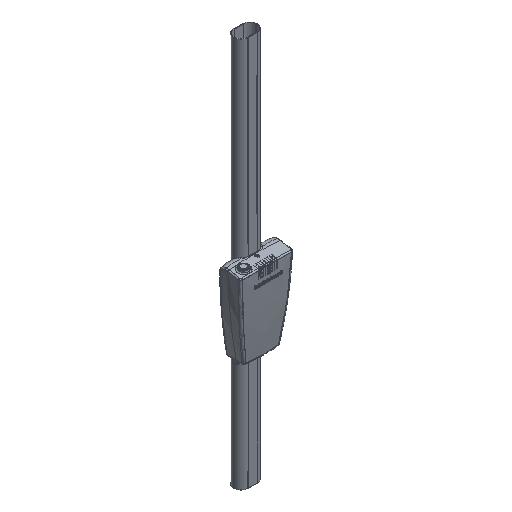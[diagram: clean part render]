
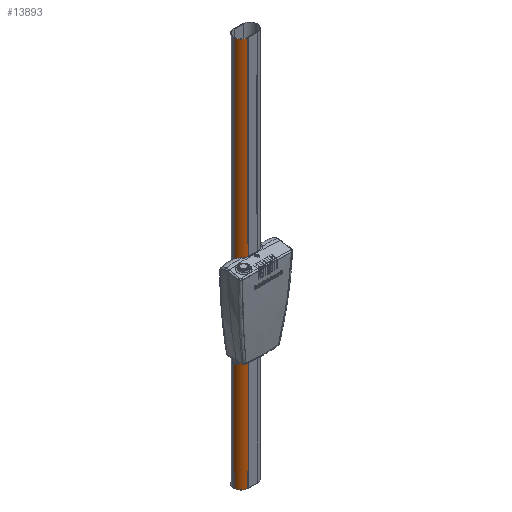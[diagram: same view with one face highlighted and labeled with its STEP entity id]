
A CAD part, isometric view. The second image highlights one B-rep face of the part: STEP entity #13893.
In plain terms, the highlighted cylindrical face has radius 16 mm (diameter 32 mm), a partial arc.
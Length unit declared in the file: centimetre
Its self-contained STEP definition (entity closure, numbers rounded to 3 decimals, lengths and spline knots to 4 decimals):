
#502=LINE('',#39093,#1366);
#503=LINE('',#39095,#1367);
#1366=VECTOR('',#16930,100.);
#1367=VECTOR('',#16933,100.);
#3443=FACE_OUTER_BOUND('',#4317,.T.);
#4317=EDGE_LOOP('',(#10571,#10572,#10573,#10574));
#5145=CIRCLE('',#14874,1.6);
#5152=CIRCLE('',#14883,1.6);
#6032=VERTEX_POINT('',#39023);
#6033=VERTEX_POINT('',#39025);
#6045=VERTEX_POINT('',#39053);
#6046=VERTEX_POINT('',#39055);
#7706=EDGE_CURVE('',#6032,#6033,#5145,.T.);
#7721=EDGE_CURVE('',#6046,#6045,#5152,.T.);
#7741=EDGE_CURVE('',#6033,#6045,#502,.T.);
#7742=EDGE_CURVE('',#6032,#6046,#503,.T.);
#10571=ORIENTED_EDGE('',*,*,#7706,.F.);
#10572=ORIENTED_EDGE('',*,*,#7742,.T.);
#10573=ORIENTED_EDGE('',*,*,#7721,.T.);
#10574=ORIENTED_EDGE('',*,*,#7741,.F.);
#13499=CYLINDRICAL_SURFACE('',#14897,1.6);
#13893=ADVANCED_FACE('',(#3443),#13499,.T.);
#14874=AXIS2_PLACEMENT_3D('',#39026,#16862,#16863);
#14883=AXIS2_PLACEMENT_3D('',#39056,#16888,#16889);
#14897=AXIS2_PLACEMENT_3D('',#39094,#16931,#16932);
#16862=DIRECTION('center_axis',(0.,0.,1.));
#16863=DIRECTION('ref_axis',(1.,0.,0.));
#16888=DIRECTION('center_axis',(0.,0.,1.));
#16889=DIRECTION('ref_axis',(1.,0.,0.));
#16930=DIRECTION('',(0.,0.,-1.));
#16931=DIRECTION('center_axis',(0.,0.,1.));
#16932=DIRECTION('ref_axis',(1.,0.,0.));
#16933=DIRECTION('',(0.,0.,-1.));
#39023=CARTESIAN_POINT('',(-0.1,1.5,86.5));
#39025=CARTESIAN_POINT('',(1.5,-0.1,86.5));
#39026=CARTESIAN_POINT('Origin',(1.5,1.5,86.5));
#39053=CARTESIAN_POINT('',(1.5,-0.1,0.));
#39055=CARTESIAN_POINT('',(-0.1,1.5,0.));
#39056=CARTESIAN_POINT('Origin',(1.5,1.5,0.));
#39093=CARTESIAN_POINT('',(1.5,-0.1,0.));
#39094=CARTESIAN_POINT('Origin',(1.5,1.5,0.));
#39095=CARTESIAN_POINT('',(-0.1,1.5,0.));
